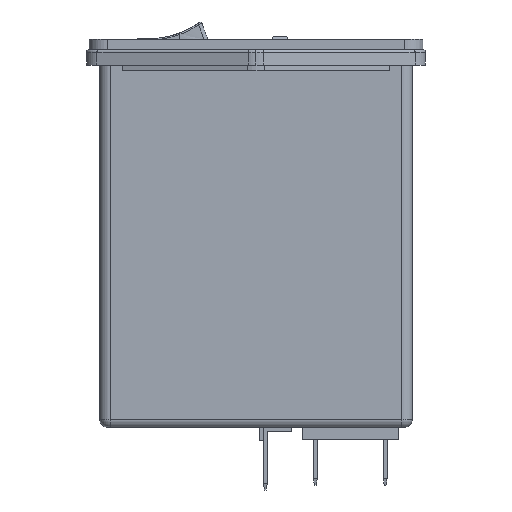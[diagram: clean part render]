
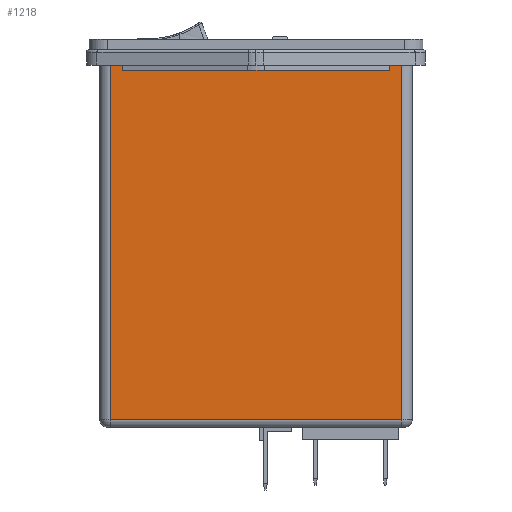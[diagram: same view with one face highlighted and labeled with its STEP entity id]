
A CAD part, left-side view. The second image highlights one B-rep face of the part: STEP entity #1218.
In plain terms, the highlighted planar face has unit normal (-1, 0, 0).
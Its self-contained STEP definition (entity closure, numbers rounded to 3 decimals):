
#1030 = EDGE_CURVE ( 'NONE', #1031, #1039, #5327, .T. ) ;
#1031 = VERTEX_POINT ( 'NONE', #5210 ) ;
#1039 = VERTEX_POINT ( 'NONE', #5195 ) ;
#1118 = EDGE_CURVE ( 'NONE', #1119, #1145, #5278, .T. ) ;
#1119 = VERTEX_POINT ( 'NONE', #5383 ) ;
#1120 = ORIENTED_EDGE ( 'NONE', *, *, #1121, .T. ) ;
#1121 = EDGE_CURVE ( 'NONE', #1119, #1031, #5382, .T. ) ;
#1122 = ORIENTED_EDGE ( 'NONE', *, *, #1030, .T. ) ;
#1123 = ORIENTED_EDGE ( 'NONE', *, *, #1124, .F. ) ;
#1124 = EDGE_CURVE ( 'NONE', #1125, #1039, #5378, .T. ) ;
#1125 = VERTEX_POINT ( 'NONE', #5374 ) ;
#1142 = EDGE_LOOP ( 'NONE', ( #1143, #1199, #1120, #1122, #1123, #1155, #1158, #1160 ) ) ;
#1143 = ORIENTED_EDGE ( 'NONE', *, *, #1144, .F. ) ;
#1144 = EDGE_CURVE ( 'NONE', #1145, #1147, #5323, .T. ) ;
#1145 = VERTEX_POINT ( 'NONE', #5315 ) ;
#1147 = VERTEX_POINT ( 'NONE', #5313 ) ;
#1155 = ORIENTED_EDGE ( 'NONE', *, *, #1156, .T. ) ;
#1156 = EDGE_CURVE ( 'NONE', #1125, #1157, #5303, .T. ) ;
#1157 = VERTEX_POINT ( 'NONE', #5175 ) ;
#1158 = ORIENTED_EDGE ( 'NONE', *, *, #1159, .T. ) ;
#1159 = EDGE_CURVE ( 'NONE', #1157, #1176, #5174, .T. ) ;
#1160 = ORIENTED_EDGE ( 'NONE', *, *, #1174, .T. ) ;
#1174 = EDGE_CURVE ( 'NONE', #1176, #1147, #5464, .T. ) ;
#1176 = VERTEX_POINT ( 'NONE', #5572 ) ;
#1199 = ORIENTED_EDGE ( 'NONE', *, *, #1118, .F. ) ;
#1218 = ADVANCED_FACE ( 'NONE', ( #5484 ), #5483, .F. ) ;
#5171 = DIRECTION ( 'NONE',  ( 0., 0., 1. ) ) ;
#5172 = VECTOR ( 'NONE', #5171, 1000. ) ;
#5173 = CARTESIAN_POINT ( 'NONE',  ( -14.45, -28.2, -70. ) ) ;
#5174 = LINE ( 'NONE', #5173, #5172 ) ;
#5175 = CARTESIAN_POINT ( 'NONE',  ( -14.45, -28.2, -68.5 ) ) ;
#5176 = DIRECTION ( 'NONE',  ( 0., -1., 0. ) ) ;
#5177 = VECTOR ( 'NONE', #5176, 1000. ) ;
#5195 = CARTESIAN_POINT ( 'NONE',  ( -14.45, 28.2, 0. ) ) ;
#5210 = CARTESIAN_POINT ( 'NONE',  ( -14.45, 25.75, 0. ) ) ;
#5278 = LINE ( 'NONE', #5386, #5385 ) ;
#5302 = CARTESIAN_POINT ( 'NONE',  ( -14.45, -28.2, -68.5 ) ) ;
#5303 = LINE ( 'NONE', #5302, #5177 ) ;
#5313 = CARTESIAN_POINT ( 'NONE',  ( -14.45, -25.75, 0. ) ) ;
#5315 = CARTESIAN_POINT ( 'NONE',  ( -14.45, -25.75, -1. ) ) ;
#5316 = DIRECTION ( 'NONE',  ( 0., 0., 1. ) ) ;
#5317 = VECTOR ( 'NONE', #5316, 1000. ) ;
#5318 = CARTESIAN_POINT ( 'NONE',  ( -14.45, -25.75, -1. ) ) ;
#5323 = LINE ( 'NONE', #5318, #5317 ) ;
#5324 = DIRECTION ( 'NONE',  ( 0., 1., 0. ) ) ;
#5325 = VECTOR ( 'NONE', #5324, 1000. ) ;
#5326 = CARTESIAN_POINT ( 'NONE',  ( -14.45, -28.2, 0. ) ) ;
#5327 = LINE ( 'NONE', #5326, #5325 ) ;
#5374 = CARTESIAN_POINT ( 'NONE',  ( -14.45, 28.2, -68.5 ) ) ;
#5375 = DIRECTION ( 'NONE',  ( 0., 0., 1. ) ) ;
#5376 = VECTOR ( 'NONE', #5375, 1000. ) ;
#5377 = CARTESIAN_POINT ( 'NONE',  ( -14.45, 28.2, -70. ) ) ;
#5378 = LINE ( 'NONE', #5377, #5376 ) ;
#5379 = DIRECTION ( 'NONE',  ( 0., 0., 1. ) ) ;
#5380 = VECTOR ( 'NONE', #5379, 1000. ) ;
#5381 = CARTESIAN_POINT ( 'NONE',  ( -14.45, 25.75, -1. ) ) ;
#5382 = LINE ( 'NONE', #5381, #5380 ) ;
#5383 = CARTESIAN_POINT ( 'NONE',  ( -14.45, 25.75, -1. ) ) ;
#5384 = DIRECTION ( 'NONE',  ( 0., -1., 0. ) ) ;
#5385 = VECTOR ( 'NONE', #5384, 1000. ) ;
#5386 = CARTESIAN_POINT ( 'NONE',  ( -14.45, -25.75, -1. ) ) ;
#5464 = LINE ( 'NONE', #5575, #5574 ) ;
#5483 = PLANE ( 'NONE',  #5563 ) ;
#5484 = FACE_OUTER_BOUND ( 'NONE', #1142, .T. ) ;
#5560 = DIRECTION ( 'NONE',  ( 0., 0., -1. ) ) ;
#5561 = DIRECTION ( 'NONE',  ( 1., 0., 0. ) ) ;
#5562 = CARTESIAN_POINT ( 'NONE',  ( -14.45, -28.2, -70. ) ) ;
#5563 = AXIS2_PLACEMENT_3D ( 'NONE', #5562, #5561, #5560 ) ;
#5572 = CARTESIAN_POINT ( 'NONE',  ( -14.45, -28.2, 0. ) ) ;
#5573 = DIRECTION ( 'NONE',  ( 0., 1., 0. ) ) ;
#5574 = VECTOR ( 'NONE', #5573, 1000. ) ;
#5575 = CARTESIAN_POINT ( 'NONE',  ( -14.45, -28.2, 0. ) ) ;
